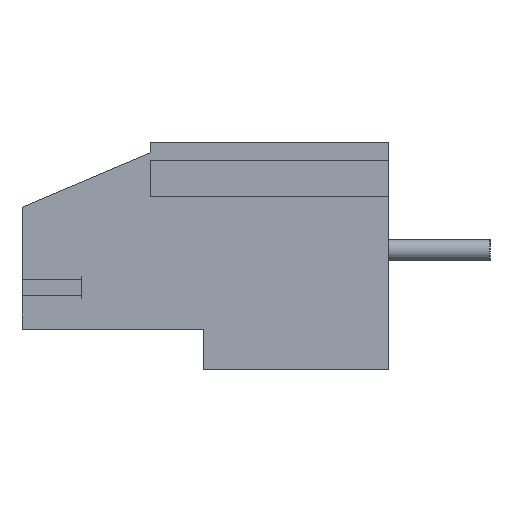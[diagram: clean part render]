
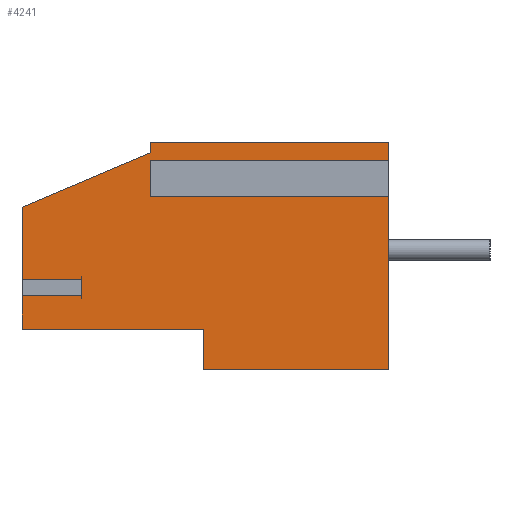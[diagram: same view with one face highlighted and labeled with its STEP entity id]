
A CAD part, left-side view. The second image highlights one B-rep face of the part: STEP entity #4241.
In plain terms, the highlighted planar face has unit normal (-1, 0, 0).
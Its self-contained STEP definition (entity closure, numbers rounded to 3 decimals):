
#533=FACE_OUTER_BOUND('',#802,.T.);
#802=EDGE_LOOP('',(#3719,#3720,#3721,#3722,#3723,#3724,#3725,#3726,#3727,
#3728,#3729,#3730,#3731,#3732,#3733,#3734));
#817=LINE('',#5649,#1303);
#822=LINE('',#5660,#1308);
#824=LINE('',#5663,#1310);
#825=LINE('',#5666,#1311);
#833=LINE('',#5681,#1319);
#854=LINE('',#5743,#1340);
#860=LINE('',#5755,#1346);
#863=LINE('',#5760,#1349);
#1233=LINE('',#6645,#1719);
#1235=LINE('',#6648,#1721);
#1237=LINE('',#6652,#1723);
#1251=LINE('',#6686,#1737);
#1285=LINE('',#6747,#1771);
#1296=LINE('',#6780,#1782);
#1297=LINE('',#6781,#1783);
#1298=LINE('',#6782,#1784);
#1303=VECTOR('',#4567,10.);
#1308=VECTOR('',#4576,10.);
#1310=VECTOR('',#4580,10.);
#1311=VECTOR('',#4583,10.);
#1319=VECTOR('',#4591,10.);
#1340=VECTOR('',#4642,10.);
#1346=VECTOR('',#4650,10.);
#1349=VECTOR('',#4657,10.);
#1719=VECTOR('',#5501,10.);
#1721=VECTOR('',#5505,10.);
#1723=VECTOR('',#5509,10.);
#1737=VECTOR('',#5541,10.);
#1771=VECTOR('',#5595,10.);
#1782=VECTOR('',#5632,10.);
#1783=VECTOR('',#5633,10.);
#1784=VECTOR('',#5634,10.);
#1787=VERTEX_POINT('',#5643);
#1789=VERTEX_POINT('',#5647);
#1792=VERTEX_POINT('',#5657);
#1793=VERTEX_POINT('',#5659);
#1794=VERTEX_POINT('',#5665);
#1801=VERTEX_POINT('',#5679);
#1825=VERTEX_POINT('',#5739);
#1827=VERTEX_POINT('',#5742);
#1830=VERTEX_POINT('',#5749);
#1832=VERTEX_POINT('',#5753);
#2109=VERTEX_POINT('',#6642);
#2110=VERTEX_POINT('',#6644);
#2111=VERTEX_POINT('',#6650);
#2122=VERTEX_POINT('',#6684);
#2139=VERTEX_POINT('',#6746);
#2148=VERTEX_POINT('',#6779);
#2152=EDGE_CURVE('',#1787,#1789,#817,.T.);
#2157=EDGE_CURVE('',#1793,#1792,#822,.T.);
#2159=EDGE_CURVE('',#1789,#1793,#824,.T.);
#2160=EDGE_CURVE('',#1787,#1794,#825,.T.);
#2168=EDGE_CURVE('',#1801,#1792,#833,.T.);
#2198=EDGE_CURVE('',#1827,#1825,#854,.T.);
#2204=EDGE_CURVE('',#1830,#1832,#860,.T.);
#2207=EDGE_CURVE('',#1825,#1830,#863,.T.);
#2625=EDGE_CURVE('',#2110,#2109,#1233,.T.);
#2627=EDGE_CURVE('',#2109,#1794,#1235,.T.);
#2629=EDGE_CURVE('',#1801,#2111,#1237,.T.);
#2645=EDGE_CURVE('',#2111,#2122,#1251,.T.);
#2679=EDGE_CURVE('',#2139,#2110,#1285,.T.);
#2694=EDGE_CURVE('',#2148,#2122,#1296,.T.);
#2695=EDGE_CURVE('',#1827,#2148,#1297,.T.);
#2696=EDGE_CURVE('',#2139,#1832,#1298,.T.);
#3719=ORIENTED_EDGE('',*,*,#2157,.T.);
#3720=ORIENTED_EDGE('',*,*,#2168,.F.);
#3721=ORIENTED_EDGE('',*,*,#2629,.T.);
#3722=ORIENTED_EDGE('',*,*,#2645,.T.);
#3723=ORIENTED_EDGE('',*,*,#2694,.F.);
#3724=ORIENTED_EDGE('',*,*,#2695,.F.);
#3725=ORIENTED_EDGE('',*,*,#2198,.T.);
#3726=ORIENTED_EDGE('',*,*,#2207,.T.);
#3727=ORIENTED_EDGE('',*,*,#2204,.T.);
#3728=ORIENTED_EDGE('',*,*,#2696,.F.);
#3729=ORIENTED_EDGE('',*,*,#2679,.T.);
#3730=ORIENTED_EDGE('',*,*,#2625,.T.);
#3731=ORIENTED_EDGE('',*,*,#2627,.T.);
#3732=ORIENTED_EDGE('',*,*,#2160,.F.);
#3733=ORIENTED_EDGE('',*,*,#2152,.T.);
#3734=ORIENTED_EDGE('',*,*,#2159,.T.);
#4008=PLANE('',#4557);
#4241=ADVANCED_FACE('',(#533),#4008,.T.);
#4557=AXIS2_PLACEMENT_3D('',#6778,#5630,#5631);
#4567=DIRECTION('',(0.,-1.,0.));
#4576=DIRECTION('',(0.,1.,0.));
#4580=DIRECTION('',(0.,0.,-1.));
#4583=DIRECTION('',(0.,0.,1.));
#4591=DIRECTION('',(0.,0.,1.));
#4642=DIRECTION('',(0.,1.,0.));
#4650=DIRECTION('',(0.,-1.,0.));
#4657=DIRECTION('',(0.,0.,1.));
#5501=DIRECTION('',(0.,0.,-1.));
#5505=DIRECTION('',(0.,0.92,-0.391));
#5509=DIRECTION('',(0.,-1.,0.));
#5541=DIRECTION('',(0.,0.,-1.));
#5595=DIRECTION('',(0.,1.,0.));
#5630=DIRECTION('center_axis',(-1.,0.,0.));
#5631=DIRECTION('ref_axis',(0.,0.,1.));
#5632=DIRECTION('',(0.,1.,0.));
#5633=DIRECTION('',(0.,0.,-1.));
#5634=DIRECTION('',(0.,0.,-1.));
#5643=CARTESIAN_POINT('',(-2.65,18.,-1.45));
#5647=CARTESIAN_POINT('',(-2.65,15.1,-1.45));
#5649=CARTESIAN_POINT('',(-2.65,9.,-1.45));
#5657=CARTESIAN_POINT('',(-2.65,18.,-2.25));
#5659=CARTESIAN_POINT('',(-2.65,15.1,-2.25));
#5660=CARTESIAN_POINT('',(-2.65,9.,-2.25));
#5663=CARTESIAN_POINT('',(-2.65,15.1,-3.875));
#5665=CARTESIAN_POINT('',(-2.65,18.,2.1));
#5666=CARTESIAN_POINT('',(-2.65,18.,5.3));
#5679=CARTESIAN_POINT('',(-2.65,18.,-3.9));
#5681=CARTESIAN_POINT('',(-2.65,18.,5.3));
#5739=CARTESIAN_POINT('',(-2.65,11.7,3.1));
#5742=CARTESIAN_POINT('',(-2.65,0.,3.1));
#5743=CARTESIAN_POINT('',(-2.65,0.,3.1));
#5749=CARTESIAN_POINT('',(-2.65,11.7,3.9));
#5753=CARTESIAN_POINT('',(-2.65,0.,3.9));
#5755=CARTESIAN_POINT('',(-2.65,0.,3.9));
#5760=CARTESIAN_POINT('',(-2.65,11.7,-1.2));
#6642=CARTESIAN_POINT('',(-2.65,11.7,4.78));
#6644=CARTESIAN_POINT('',(-2.65,11.7,5.3));
#6645=CARTESIAN_POINT('',(-2.65,11.7,-0.56));
#6648=CARTESIAN_POINT('',(-2.65,11.82,4.729));
#6650=CARTESIAN_POINT('',(-2.65,9.1,-3.9));
#6652=CARTESIAN_POINT('',(-2.65,4.55,-3.9));
#6684=CARTESIAN_POINT('',(-2.65,9.1,-5.9));
#6686=CARTESIAN_POINT('',(-2.65,9.1,-5.9));
#6746=CARTESIAN_POINT('',(-2.65,0.,5.3));
#6747=CARTESIAN_POINT('',(-2.65,0.,5.3));
#6778=CARTESIAN_POINT('Origin',(-2.65,0.,-5.9));
#6779=CARTESIAN_POINT('',(-2.65,0.,-5.9));
#6780=CARTESIAN_POINT('',(-2.65,0.,-5.9));
#6781=CARTESIAN_POINT('',(-2.65,0.,5.3));
#6782=CARTESIAN_POINT('',(-2.65,0.,5.3));
